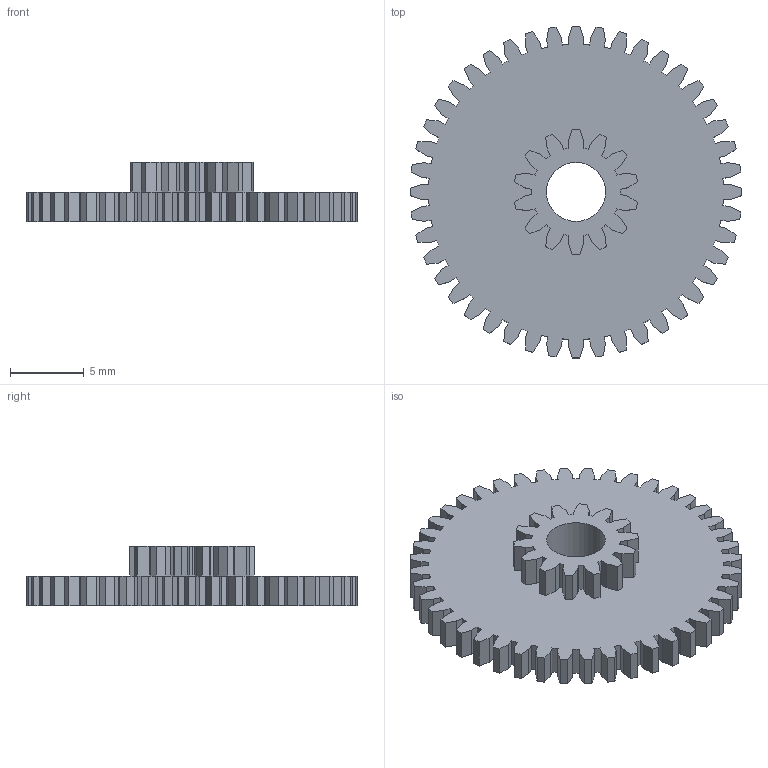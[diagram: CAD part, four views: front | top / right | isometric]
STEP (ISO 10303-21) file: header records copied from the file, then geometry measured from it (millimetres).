
FILE_DESCRIPTION(('HOOPS Exchange Step'),'2;1');
FILE_NAME('temp_export','2024-08-18T15:09:25+08:00',('sharma21'),('Shapr3D Limited'),'HOOPS Exchange 2024.2','Shapr3D','Authorized');
FILE_SCHEMA( ('AP242_MANAGED_MODEL_BASED_3D_ENGINEERING_MIM_LF {1 0 10303 442 1 1 4 }') );
Length unit declared in the file: millimetre
Products named in the file (1): root
Bounding box: 22.5 x 22.5 x 4 mm (x, y, z)
Volume: 757.8 mm3; surface area: 1154.8 mm2
Topology: 1 solids, 1 shells, 353 faces, 1052 edges, 702 vertices
Faces by surface type: plane 293, cylinder 60
Full cylindrical faces by diameter (mm): 4 x1
Entity records: 11764 total; most frequent: CARTESIAN_POINT 2109, ORIENTED_EDGE 2104, DIRECTION 1884, EDGE_CURVE 1052, VECTOR 930, LINE 930, VERTEX_POINT 702, AXIS2_PLACEMENT_3D 477
